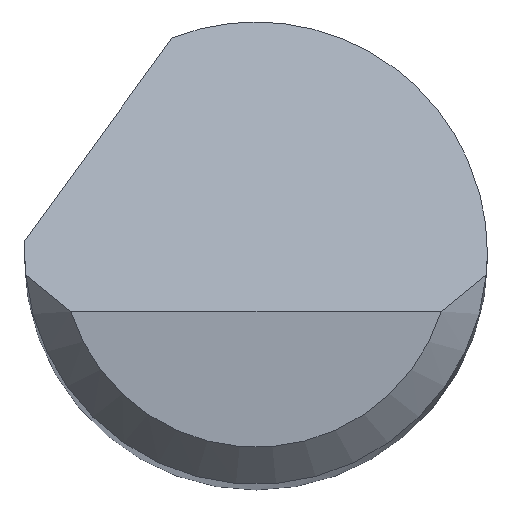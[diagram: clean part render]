
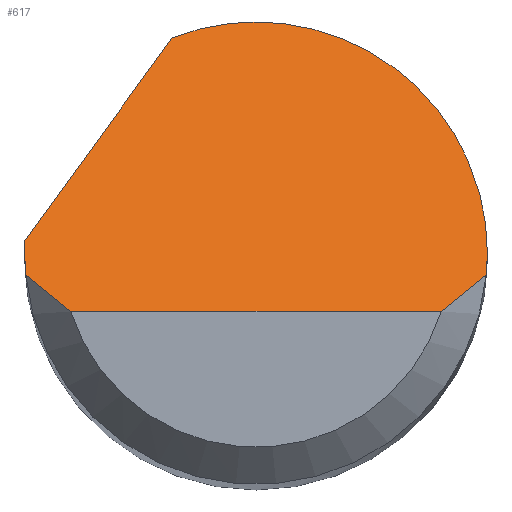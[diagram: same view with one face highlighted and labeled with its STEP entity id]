
A CAD part, top view. The second image highlights one B-rep face of the part: STEP entity #617.
In plain terms, the highlighted planar face has unit normal (0, 0.707, 0.707).
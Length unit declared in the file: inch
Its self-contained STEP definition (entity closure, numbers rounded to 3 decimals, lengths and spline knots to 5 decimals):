
#4 = CARTESIAN_POINT ( 'NONE',  ( -0.09375, -0.00292, 1.97917 ) ) ;
#10 = CARTESIAN_POINT ( 'NONE',  ( -0.09361, -0.00584, 1.98209 ) ) ;
#19 = CARTESIAN_POINT ( 'NONE',  ( -0.11014, -0.01781, 1.99406 ) ) ;
#24 = CARTESIAN_POINT ( 'NONE',  ( -0.08761, -0.01397, 1.99022 ) ) ;
#30 = DIRECTION ( 'NONE',  ( 1., 0., 0. ) ) ;
#32 = CARTESIAN_POINT ( 'NONE',  ( 0.09334, -0.00875, 1.985 ) ) ;
#33 = CARTESIAN_POINT ( 'NONE',  ( 0.09361, -0.00584, 1.98209 ) ) ;
#37 = VERTEX_POINT ( 'NONE', #653 ) ;
#45 = VECTOR ( 'NONE', #30, 39.37008 ) ;
#58 = CARTESIAN_POINT ( 'NONE',  ( -0.03394, 0.08739, 1.88886 ) ) ;
#92 = VERTEX_POINT ( 'NONE', #480 ) ;
#107 = ORIENTED_EDGE ( 'NONE', *, *, #204, .F. ) ;
#134 = CARTESIAN_POINT ( 'NONE',  ( 0.09375, -0.00292, 1.97917 ) ) ;
#147 = CARTESIAN_POINT ( 'NONE',  ( 0.09375, 0.07266, 1.90359 ) ) ;
#150 =( BOUNDED_CURVE ( )  B_SPLINE_CURVE ( 3, ( #466, #10, #4, #417 ),
 .UNSPECIFIED., .F., .F. ) 
 B_SPLINE_CURVE_WITH_KNOTS ( ( 4, 4 ),
 ( 4.61892, 4.71239 ),
 .UNSPECIFIED. ) 
 CURVE ( )  GEOMETRIC_REPRESENTATION_ITEM ( )  RATIONAL_B_SPLINE_CURVE ( ( 1., 0.999, 0.999, 1. ) ) 
 REPRESENTATION_ITEM ( '' )  );
#151 = DIRECTION ( 'NONE',  ( 0.456, 0.629, -0.629 ) ) ;
#170 = PLANE ( 'NONE',  #658 ) ;
#174 = DIRECTION ( 'NONE',  ( 0., 0.707, -0.707 ) ) ;
#176 = CARTESIAN_POINT ( 'NONE',  ( -0.07508, -0.02375, 2. ) ) ;
#196 = EDGE_CURVE ( 'NONE', #596, #650, #493, .T. ) ;
#204 = EDGE_CURVE ( 'NONE', #37, #511, #572, .T. ) ;
#206 = ORIENTED_EDGE ( 'NONE', *, *, #593, .F. ) ;
#236 = EDGE_CURVE ( 'NONE', #614, #377, #470, .T. ) ;
#244 = CARTESIAN_POINT ( 'NONE',  ( -0.09375, 0.00167, 1.97458 ) ) ;
#254 = ORIENTED_EDGE ( 'NONE', *, *, #520, .T. ) ;
#256 = EDGE_CURVE ( 'NONE', #377, #650, #309, .T. ) ;
#274 = CARTESIAN_POINT ( 'NONE',  ( 0.09375, 0., 1.97625 ) ) ;
#286 = CARTESIAN_POINT ( 'NONE',  ( -0.09362, 0.005, 1.97125 ) ) ;
#289 = CARTESIAN_POINT ( 'NONE',  ( 0.09375, 0., 1.97625 ) ) ;
#291 = CARTESIAN_POINT ( 'NONE',  ( 0., -0.02375, 2. ) ) ;
#297 = CARTESIAN_POINT ( 'NONE',  ( 0.08157, -0.019, 1.99525 ) ) ;
#309 =( BOUNDED_CURVE ( )  B_SPLINE_CURVE ( 3, ( #606, #134, #33, #345 ),
 .UNSPECIFIED., .F., .T. ) 
 B_SPLINE_CURVE_WITH_KNOTS ( ( 4, 4 ),
 ( 1.5708, 1.66427 ),
 .UNSPECIFIED. ) 
 CURVE ( )  GEOMETRIC_REPRESENTATION_ITEM ( )  RATIONAL_B_SPLINE_CURVE ( ( 1., 0.999, 0.999, 1. ) ) 
 REPRESENTATION_ITEM ( '' )  );
#315 = ORIENTED_EDGE ( 'NONE', *, *, #449, .T. ) ;
#344 = FACE_OUTER_BOUND ( 'NONE', #639, .T. ) ;
#345 = CARTESIAN_POINT ( 'NONE',  ( 0.09334, -0.00875, 1.985 ) ) ;
#349 = CARTESIAN_POINT ( 'NONE',  ( 0.08761, -0.01397, 1.99022 ) ) ;
#366 = B_SPLINE_CURVE_WITH_KNOTS ( 'NONE', 3,
 ( #490, #24, #654, #176 ),
 .UNSPECIFIED., .F., .F.,
 ( 4, 4 ),
 ( 0., 0.00071 ),
 .UNSPECIFIED. ) ;
#373 = ORIENTED_EDGE ( 'NONE', *, *, #256, .F. ) ;
#377 = VERTEX_POINT ( 'NONE', #274 ) ;
#379 = EDGE_CURVE ( 'NONE', #511, #614, #483, .T. ) ;
#393 = LINE ( 'NONE', #291, #45 ) ;
#397 = DIRECTION ( 'NONE',  ( 0., -0.707, -0.707 ) ) ;
#402 = ORIENTED_EDGE ( 'NONE', *, *, #196, .T. ) ;
#417 = CARTESIAN_POINT ( 'NONE',  ( -0.09375, 0., 1.97625 ) ) ;
#426 = ORIENTED_EDGE ( 'NONE', *, *, #236, .F. ) ;
#447 = CARTESIAN_POINT ( 'NONE',  ( 0.07508, -0.02375, 2. ) ) ;
#449 = EDGE_CURVE ( 'NONE', #676, #596, #393, .T. ) ;
#453 = CARTESIAN_POINT ( 'NONE',  ( -0.03394, 0.08739, 1.88886 ) ) ;
#457 = CARTESIAN_POINT ( 'NONE',  ( 0.03379, 0.11369, 1.86256 ) ) ;
#466 = CARTESIAN_POINT ( 'NONE',  ( -0.09334, -0.00875, 1.985 ) ) ;
#470 =( BOUNDED_CURVE ( )  B_SPLINE_CURVE ( 3, ( #453, #457, #147, #289 ),
 .UNSPECIFIED., .F., .F. ) 
 B_SPLINE_CURVE_WITH_KNOTS ( ( 4, 4 ),
 ( 5.91277, 7.85398 ),
 .UNSPECIFIED. ) 
 CURVE ( )  GEOMETRIC_REPRESENTATION_ITEM ( )  RATIONAL_B_SPLINE_CURVE ( ( 1., 0.71, 0.71, 1. ) ) 
 REPRESENTATION_ITEM ( '' )  );
#480 = CARTESIAN_POINT ( 'NONE',  ( -0.09334, -0.00875, 1.985 ) ) ;
#483 = LINE ( 'NONE', #19, #574 ) ;
#490 = CARTESIAN_POINT ( 'NONE',  ( -0.09334, -0.00875, 1.985 ) ) ;
#491 = CARTESIAN_POINT ( 'NONE',  ( -0.09375, -0.02375, 2. ) ) ;
#493 = B_SPLINE_CURVE_WITH_KNOTS ( 'NONE', 3,
 ( #447, #297, #349, #667 ),
 .UNSPECIFIED., .F., .F.,
 ( 4, 4 ),
 ( 0., 0.00071 ),
 .UNSPECIFIED. ) ;
#511 = VERTEX_POINT ( 'NONE', #286 ) ;
#515 = CARTESIAN_POINT ( 'NONE',  ( -0.09371, 0.00333, 1.97292 ) ) ;
#516 = ORIENTED_EDGE ( 'NONE', *, *, #379, .F. ) ;
#520 = EDGE_CURVE ( 'NONE', #92, #676, #366, .T. ) ;
#526 = CARTESIAN_POINT ( 'NONE',  ( 0.07508, -0.02375, 2. ) ) ;
#545 = CARTESIAN_POINT ( 'NONE',  ( -0.07508, -0.02375, 2. ) ) ;
#557 = CARTESIAN_POINT ( 'NONE',  ( -0.09375, 0., 1.97625 ) ) ;
#572 =( BOUNDED_CURVE ( )  B_SPLINE_CURVE ( 3, ( #557, #244, #515, #664 ),
 .UNSPECIFIED., .F., .T. ) 
 B_SPLINE_CURVE_WITH_KNOTS ( ( 4, 4 ),
 ( 4.71239, 4.76575 ),
 .UNSPECIFIED. ) 
 CURVE ( )  GEOMETRIC_REPRESENTATION_ITEM ( )  RATIONAL_B_SPLINE_CURVE ( ( 1., 1., 1., 1. ) ) 
 REPRESENTATION_ITEM ( '' )  );
#574 = VECTOR ( 'NONE', #151, 39.37008 ) ;
#593 = EDGE_CURVE ( 'NONE', #92, #37, #150, .T. ) ;
#596 = VERTEX_POINT ( 'NONE', #526 ) ;
#606 = CARTESIAN_POINT ( 'NONE',  ( 0.09375, 0., 1.97625 ) ) ;
#614 = VERTEX_POINT ( 'NONE', #58 ) ;
#617 = ADVANCED_FACE ( 'NONE', ( #344 ), #170, .F. ) ;
#639 = EDGE_LOOP ( 'NONE', ( #315, #402, #373, #426, #516, #107, #206, #254 ) ) ;
#650 = VERTEX_POINT ( 'NONE', #32 ) ;
#653 = CARTESIAN_POINT ( 'NONE',  ( -0.09375, 0., 1.97625 ) ) ;
#654 = CARTESIAN_POINT ( 'NONE',  ( -0.08157, -0.019, 1.99525 ) ) ;
#658 = AXIS2_PLACEMENT_3D ( 'NONE', #491, #397, #174 ) ;
#664 = CARTESIAN_POINT ( 'NONE',  ( -0.09362, 0.005, 1.97125 ) ) ;
#667 = CARTESIAN_POINT ( 'NONE',  ( 0.09334, -0.00875, 1.985 ) ) ;
#676 = VERTEX_POINT ( 'NONE', #545 ) ;
